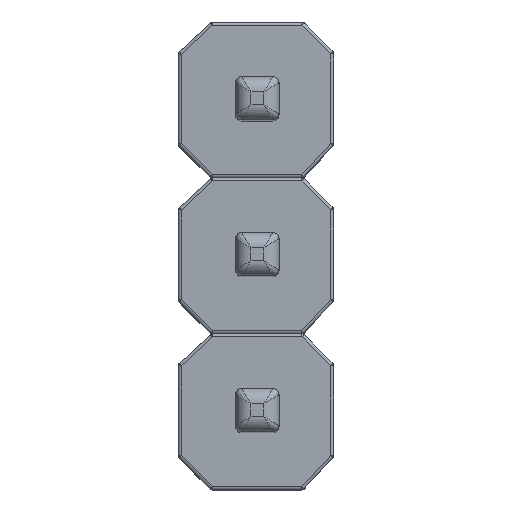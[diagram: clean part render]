
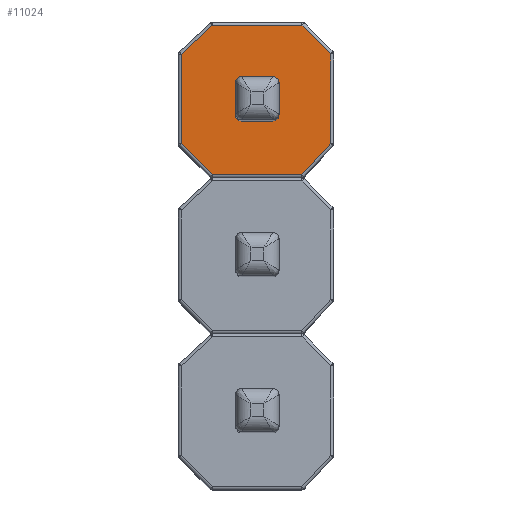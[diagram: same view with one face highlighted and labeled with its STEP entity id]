
A CAD part, top view. The second image highlights one B-rep face of the part: STEP entity #11024.
In plain terms, the highlighted planar face has unit normal (0, 0, 1).
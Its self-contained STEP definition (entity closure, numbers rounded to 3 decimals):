
#259=FACE_BOUND('',#4220,.T.);
#428=PLANE('',#12431);
#1502=LINE('',#20169,#2294);
#1504=LINE('',#20172,#2296);
#1512=LINE('',#20184,#2304);
#1514=LINE('',#20187,#2306);
#1518=LINE('',#20193,#2310);
#1520=LINE('',#20196,#2312);
#1528=LINE('',#20208,#2320);
#1530=LINE('',#20211,#2322);
#1538=LINE('',#20243,#2330);
#1539=LINE('',#20247,#2331);
#1540=LINE('',#20251,#2332);
#1541=LINE('',#20255,#2333);
#2294=VECTOR('',#15854,10.);
#2296=VECTOR('',#15858,10.);
#2304=VECTOR('',#15874,10.);
#2306=VECTOR('',#15878,10.);
#2310=VECTOR('',#15886,10.);
#2312=VECTOR('',#15890,10.);
#2320=VECTOR('',#15906,10.);
#2322=VECTOR('',#15910,10.);
#2330=VECTOR('',#15946,10.);
#2331=VECTOR('',#15949,10.);
#2332=VECTOR('',#15952,10.);
#2333=VECTOR('',#15955,10.);
#3446=FACE_OUTER_BOUND('',#4219,.T.);
#4219=EDGE_LOOP('',(#10012,#10013,#10014,#10015,#10016,#10017,#10018,#10019));
#4220=EDGE_LOOP('',(#10020,#10021,#10022,#10023,#10024,#10025,#10026,#10027));
#4820=CIRCLE('',#12432,0.1);
#4821=CIRCLE('',#12433,0.1);
#4822=CIRCLE('',#12434,0.1);
#4823=CIRCLE('',#12435,0.1);
#5537=VERTEX_POINT('',#20034);
#5543=VERTEX_POINT('',#20048);
#5546=VERTEX_POINT('',#20055);
#5555=VERTEX_POINT('',#20079);
#5558=VERTEX_POINT('',#20086);
#5567=VERTEX_POINT('',#20116);
#5570=VERTEX_POINT('',#20123);
#5579=VERTEX_POINT('',#20147);
#5592=VERTEX_POINT('',#20241);
#5593=VERTEX_POINT('',#20242);
#5594=VERTEX_POINT('',#20244);
#5595=VERTEX_POINT('',#20246);
#5596=VERTEX_POINT('',#20248);
#5597=VERTEX_POINT('',#20250);
#5598=VERTEX_POINT('',#20252);
#5599=VERTEX_POINT('',#20254);
#7032=EDGE_CURVE('',#5570,#5579,#1502,.T.);
#7034=EDGE_CURVE('',#5579,#5567,#1504,.T.);
#7042=EDGE_CURVE('',#5558,#5570,#1512,.T.);
#7044=EDGE_CURVE('',#5567,#5555,#1514,.T.);
#7048=EDGE_CURVE('',#5546,#5558,#1518,.T.);
#7050=EDGE_CURVE('',#5555,#5543,#1520,.T.);
#7058=EDGE_CURVE('',#5537,#5546,#1528,.T.);
#7060=EDGE_CURVE('',#5543,#5537,#1530,.T.);
#7072=EDGE_CURVE('',#5592,#5593,#1538,.T.);
#7073=EDGE_CURVE('',#5594,#5593,#4820,.F.);
#7074=EDGE_CURVE('',#5594,#5595,#1539,.T.);
#7075=EDGE_CURVE('',#5596,#5595,#4821,.F.);
#7076=EDGE_CURVE('',#5596,#5597,#1540,.T.);
#7077=EDGE_CURVE('',#5598,#5597,#4822,.F.);
#7078=EDGE_CURVE('',#5598,#5599,#1541,.T.);
#7079=EDGE_CURVE('',#5592,#5599,#4823,.F.);
#10012=ORIENTED_EDGE('',*,*,#7032,.F.);
#10013=ORIENTED_EDGE('',*,*,#7042,.F.);
#10014=ORIENTED_EDGE('',*,*,#7048,.F.);
#10015=ORIENTED_EDGE('',*,*,#7058,.F.);
#10016=ORIENTED_EDGE('',*,*,#7060,.F.);
#10017=ORIENTED_EDGE('',*,*,#7050,.F.);
#10018=ORIENTED_EDGE('',*,*,#7044,.F.);
#10019=ORIENTED_EDGE('',*,*,#7034,.F.);
#10020=ORIENTED_EDGE('',*,*,#7072,.T.);
#10021=ORIENTED_EDGE('',*,*,#7073,.F.);
#10022=ORIENTED_EDGE('',*,*,#7074,.T.);
#10023=ORIENTED_EDGE('',*,*,#7075,.F.);
#10024=ORIENTED_EDGE('',*,*,#7076,.T.);
#10025=ORIENTED_EDGE('',*,*,#7077,.F.);
#10026=ORIENTED_EDGE('',*,*,#7078,.T.);
#10027=ORIENTED_EDGE('',*,*,#7079,.F.);
#11024=ADVANCED_FACE('',(#3446,#259),#428,.T.);
#12431=AXIS2_PLACEMENT_3D('',#20240,#15944,#15945);
#12432=AXIS2_PLACEMENT_3D('',#20245,#15947,#15948);
#12433=AXIS2_PLACEMENT_3D('',#20249,#15950,#15951);
#12434=AXIS2_PLACEMENT_3D('',#20253,#15953,#15954);
#12435=AXIS2_PLACEMENT_3D('',#20256,#15956,#15957);
#15854=DIRECTION('',(0.,-1.,0.));
#15858=DIRECTION('',(-0.681,-0.733,0.));
#15874=DIRECTION('',(0.707,-0.707,0.));
#15878=DIRECTION('',(-1.,0.,0.));
#15886=DIRECTION('',(1.,0.,0.));
#15890=DIRECTION('',(-0.706,0.708,0.));
#15906=DIRECTION('',(0.734,0.679,0.));
#15910=DIRECTION('',(0.,1.,0.));
#15944=DIRECTION('center_axis',(0.,0.,1.));
#15945=DIRECTION('ref_axis',(1.,0.,0.));
#15946=DIRECTION('',(-1.,0.,0.));
#15947=DIRECTION('center_axis',(0.,0.,-1.));
#15948=DIRECTION('ref_axis',(-0.707,-0.707,0.));
#15949=DIRECTION('',(0.,1.,0.));
#15950=DIRECTION('center_axis',(0.,0.,-1.));
#15951=DIRECTION('ref_axis',(-0.707,0.707,0.));
#15952=DIRECTION('',(1.,0.,0.));
#15953=DIRECTION('center_axis',(0.,0.,-1.));
#15954=DIRECTION('ref_axis',(0.707,0.707,0.));
#15955=DIRECTION('',(0.,-1.,0.));
#15956=DIRECTION('center_axis',(0.,0.,-1.));
#15957=DIRECTION('ref_axis',(0.707,-0.707,0.));
#20034=CARTESIAN_POINT('',(-3.55,4.914,2.54));
#20048=CARTESIAN_POINT('',(-3.55,3.454,2.54));
#20055=CARTESIAN_POINT('',(-3.04,5.385,2.54));
#20079=CARTESIAN_POINT('',(-3.044,2.945,2.54));
#20086=CARTESIAN_POINT('',(-1.581,5.385,2.54));
#20116=CARTESIAN_POINT('',(-1.584,2.945,2.54));
#20123=CARTESIAN_POINT('',(-1.11,4.915,2.54));
#20147=CARTESIAN_POINT('',(-1.11,3.455,2.54));
#20169=CARTESIAN_POINT('',(-1.11,3.8,2.54));
#20172=CARTESIAN_POINT('',(-1.46,3.079,2.54));
#20184=CARTESIAN_POINT('',(-1.22,5.025,2.54));
#20187=CARTESIAN_POINT('',(-2.697,2.945,2.54));
#20193=CARTESIAN_POINT('',(-1.945,5.385,2.54));
#20196=CARTESIAN_POINT('',(-3.431,3.335,2.54));
#20208=CARTESIAN_POINT('',(-3.146,5.288,2.54));
#20211=CARTESIAN_POINT('',(-3.55,4.55,2.54));
#20240=CARTESIAN_POINT('Origin',(-2.33,4.165,2.54));
#20241=CARTESIAN_POINT('',(-2.055,3.821,2.54));
#20242=CARTESIAN_POINT('',(-2.562,3.821,2.54));
#20243=CARTESIAN_POINT('',(-2.496,3.821,2.54));
#20244=CARTESIAN_POINT('',(-2.662,3.921,2.54));
#20245=CARTESIAN_POINT('Origin',(-2.562,3.921,2.54));
#20246=CARTESIAN_POINT('',(-2.662,4.428,2.54));
#20247=CARTESIAN_POINT('',(-2.662,4.347,2.54));
#20248=CARTESIAN_POINT('',(-2.562,4.528,2.54));
#20249=CARTESIAN_POINT('Origin',(-2.562,4.428,2.54));
#20250=CARTESIAN_POINT('',(-2.055,4.528,2.54));
#20251=CARTESIAN_POINT('',(-2.143,4.528,2.54));
#20252=CARTESIAN_POINT('',(-1.955,4.428,2.54));
#20253=CARTESIAN_POINT('Origin',(-2.055,4.428,2.54));
#20254=CARTESIAN_POINT('',(-1.955,3.921,2.54));
#20255=CARTESIAN_POINT('',(-1.955,3.993,2.54));
#20256=CARTESIAN_POINT('Origin',(-2.055,3.921,2.54));
